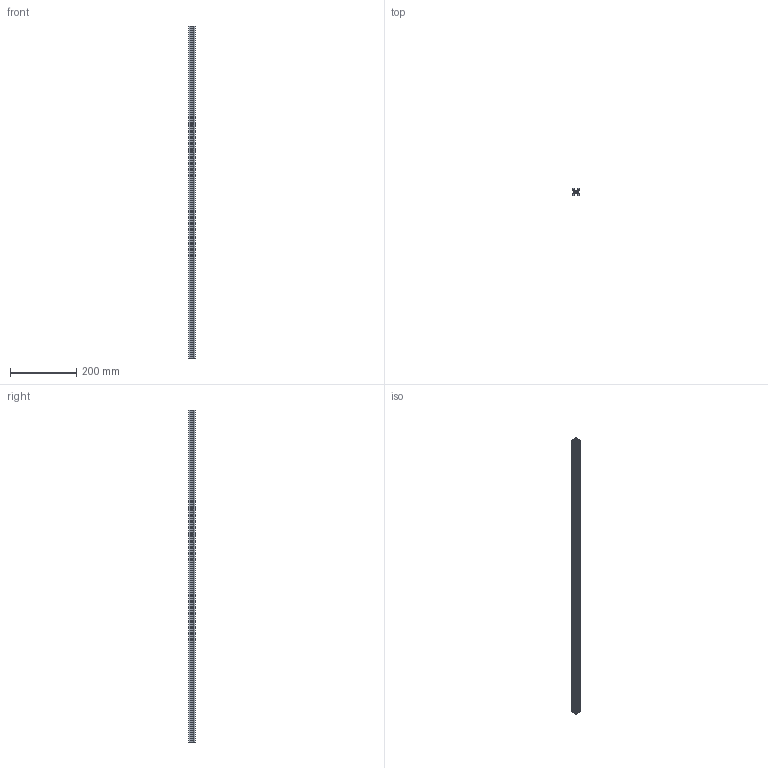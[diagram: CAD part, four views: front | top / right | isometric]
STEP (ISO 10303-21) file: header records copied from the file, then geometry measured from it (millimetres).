
FILE_DESCRIPTION (( 'STEP AP203' ), '1' );
FILE_NAME ('V-Slot 20x20x1000 Linear Rail.step', '2015-07-29T19:33:33', ( '' ), ( '' ), 'SwSTEP 2.0', 'SolidWorks 2014', '' );
FILE_SCHEMA (( 'CONFIG_CONTROL_DESIGN' ));
Length unit declared in the file: millimetre
Products named in the file (1): V-Slot 20x20x1000 Linear Rail
Bounding box: 20 x 20 x 1000 mm (x, y, z)
Volume: 171402.9 mm3; surface area: 160887.8 mm2
Topology: 1 solids, 1 shells, 72 faces, 210 edges, 140 vertices
Faces by surface type: plane 66, cylinder 6
Entity records: 2427 total; most frequent: CARTESIAN_POINT 423, ORIENTED_EDGE 420, DIRECTION 368, EDGE_CURVE 210, LINE 198, VECTOR 198, VERTEX_POINT 140, AXIS2_PLACEMENT_3D 85
